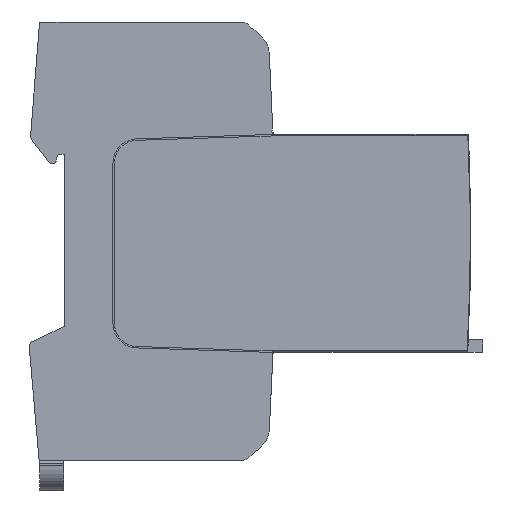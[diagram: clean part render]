
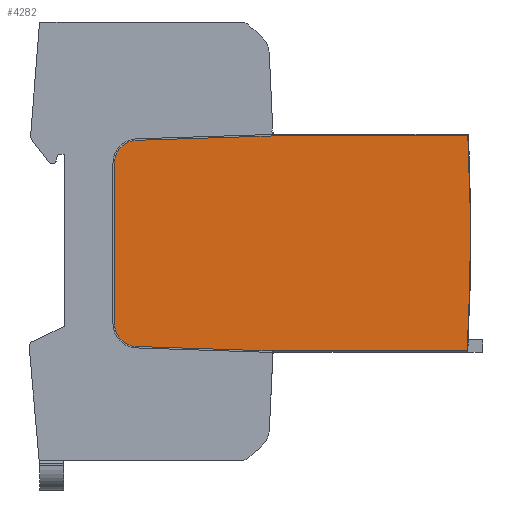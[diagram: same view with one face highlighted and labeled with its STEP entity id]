
A CAD part, left-side view. The second image highlights one B-rep face of the part: STEP entity #4282.
In plain terms, the highlighted planar face has unit normal (-1, 0, 0).
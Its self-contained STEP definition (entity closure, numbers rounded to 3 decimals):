
#715=CARTESIAN_POINT('',(-9.,336.41,0.75));
#716=DIRECTION('',(1.,0.,0.));
#717=DIRECTION('',(0.,-0.999,0.05));
#718=AXIS2_PLACEMENT_3D('',#715,#716,#717);
#720=DIRECTION('',(0.,1.,0.));
#721=VECTOR('',#720,39.924);
#722=CARTESIAN_POINT('',(-9.,-78.838,-22.527));
#723=LINE('',#722,#721);
#724=DIRECTION('',(0.,0.999,0.033));
#725=VECTOR('',#724,28.085);
#726=CARTESIAN_POINT('',(-9.,-38.914,
-22.527));
#727=LINE('',#726,#725);
#728=CARTESIAN_POINT('',(-9.,-11.,-16.9));
#729=DIRECTION('',(-1.,0.,0.));
#730=DIRECTION('',(0.,1.,0.));
#731=AXIS2_PLACEMENT_3D('',#728,#729,#730);
#733=DIRECTION('',(0.,0.,1.));
#734=VECTOR('',#733,33.);
#735=CARTESIAN_POINT('',(-9.,-6.3,-16.9));
#736=LINE('',#735,#734);
#737=CARTESIAN_POINT('',(-9.,-11.,16.1));
#738=DIRECTION('',(-1.,0.,0.));
#739=DIRECTION('',(0.,0.032,0.999));
#740=AXIS2_PLACEMENT_3D('',#737,#738,#739);
#742=DIRECTION('',(0.,-0.999,0.032));
#743=VECTOR('',#742,28.08);
#744=CARTESIAN_POINT('',(-9.,-10.849,20.798));
#745=LINE('',#744,#743);
#746=DIRECTION('',(0.,1.,0.));
#747=VECTOR('',#746,40.048);
#748=CARTESIAN_POINT('',(-9.,-78.962,21.7));
#749=LINE('',#748,#747);
#1040=CARTESIAN_POINT('',(-9.,-78.838,-22.527));
#1272=CARTESIAN_POINT('',(-9.,-78.962,21.7));
#3725=CARTESIAN_POINT('',(-9.,-38.914,
-22.527));
#3726=VERTEX_POINT('',#3725);
#3727=CARTESIAN_POINT('',(-9.,-10.844,-21.597));
#3728=VERTEX_POINT('',#3727);
#3729=CARTESIAN_POINT('',(-9.,-6.3,-16.9));
#3730=VERTEX_POINT('',#3729);
#3731=CARTESIAN_POINT('',(-9.,-6.3,16.1));
#3732=VERTEX_POINT('',#3731);
#3733=CARTESIAN_POINT('',(-9.,-10.849,20.798));
#3734=VERTEX_POINT('',#3733);
#3735=CARTESIAN_POINT('',(-9.,-38.914,
21.7));
#3736=VERTEX_POINT('',#3735);
#3859=VERTEX_POINT('',#1040);
#3860=VERTEX_POINT('',#1272);
#4259=CARTESIAN_POINT('',(-9.,0.,0.));
#4260=DIRECTION('',(1.,0.,0.));
#4261=DIRECTION('',(0.,1.,0.));
#4262=AXIS2_PLACEMENT_3D('',#4259,#4260,#4261);
#4263=PLANE('',#4262);
#4265=ORIENTED_EDGE('',*,*,#4264,.T.);
#4267=ORIENTED_EDGE('',*,*,#4266,.T.);
#4269=ORIENTED_EDGE('',*,*,#4268,.T.);
#4271=ORIENTED_EDGE('',*,*,#4270,.F.);
#4273=ORIENTED_EDGE('',*,*,#4272,.T.);
#4275=ORIENTED_EDGE('',*,*,#4274,.F.);
#4277=ORIENTED_EDGE('',*,*,#4276,.T.);
#4279=ORIENTED_EDGE('',*,*,#4278,.F.);
#4280=EDGE_LOOP('',(#4265,#4267,#4269,#4271,#4273,#4275,#4277,#4279));
#4281=FACE_OUTER_BOUND('',#4280,.F.);
#719=CIRCLE('',#718,415.9);
#732=CIRCLE('',#731,4.7);
#741=CIRCLE('',#740,4.7);
#4264=EDGE_CURVE('',#3860,#3859,#719,.T.);
#4266=EDGE_CURVE('',#3859,#3726,#723,.T.);
#4268=EDGE_CURVE('',#3726,#3728,#727,.T.);
#4270=EDGE_CURVE('',#3730,#3728,#732,.T.);
#4272=EDGE_CURVE('',#3730,#3732,#736,.T.);
#4274=EDGE_CURVE('',#3734,#3732,#741,.T.);
#4276=EDGE_CURVE('',#3734,#3736,#745,.T.);
#4278=EDGE_CURVE('',#3860,#3736,#749,.T.);
#4282=ADVANCED_FACE('',(#4281),#4263,.F.);
